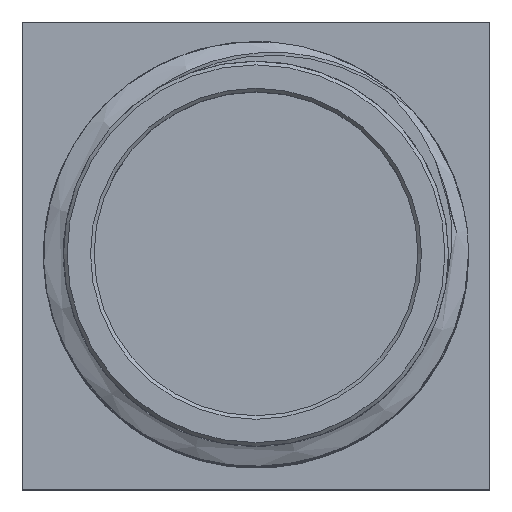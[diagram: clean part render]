
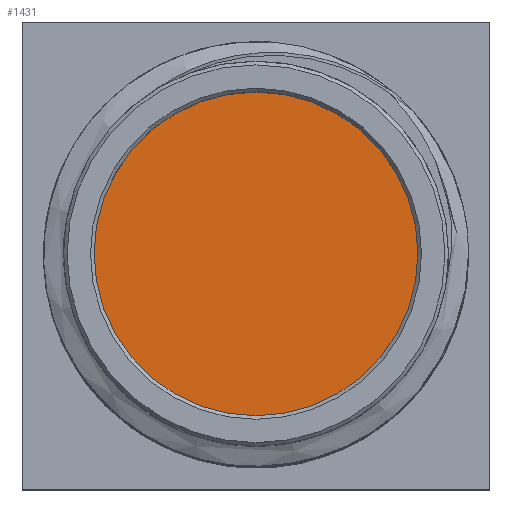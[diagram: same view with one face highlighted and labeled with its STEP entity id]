
A CAD part, top view. The second image highlights one B-rep face of the part: STEP entity #1431.
In plain terms, the highlighted planar face has unit normal (0, 0, 1).
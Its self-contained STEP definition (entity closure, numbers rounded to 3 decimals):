
#31=PLANE('',#1538);
#115=FACE_OUTER_BOUND('',#199,.T.);
#199=EDGE_LOOP('',(#1200));
#251=CIRCLE('',#1537,2.25);
#650=VERTEX_POINT('',#4551);
#841=EDGE_CURVE('',#650,#650,#251,.T.);
#1200=ORIENTED_EDGE('',*,*,#841,.F.);
#1431=ADVANCED_FACE('',(#115),#31,.T.);
#1537=AXIS2_PLACEMENT_3D('',#4553,#1737,#1738);
#1538=AXIS2_PLACEMENT_3D('',#4554,#1739,#1740);
#1737=DIRECTION('center_axis',(0.,0.,-1.));
#1738=DIRECTION('ref_axis',(-1.,0.,0.));
#1739=DIRECTION('center_axis',(0.,0.,1.));
#1740=DIRECTION('ref_axis',(-1.,0.,0.));
#4551=CARTESIAN_POINT('',(2.25,0.,16.5));
#4553=CARTESIAN_POINT('Origin',(0.,0.,16.5));
#4554=CARTESIAN_POINT('Origin',(0.,0.,16.5));
